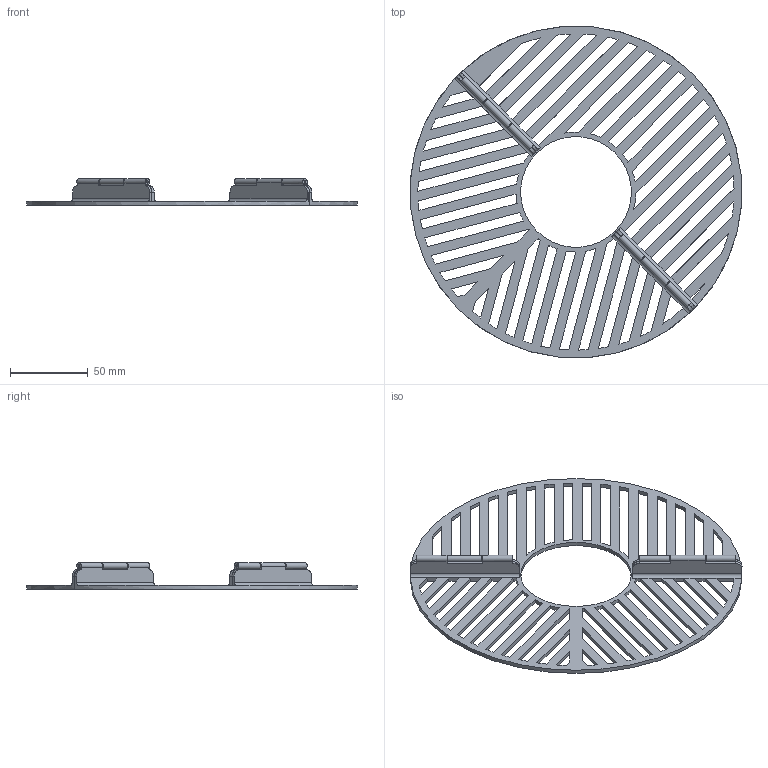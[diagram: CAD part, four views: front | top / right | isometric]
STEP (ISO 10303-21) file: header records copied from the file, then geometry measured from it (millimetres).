
FILE_DESCRIPTION(/* description */ (''),/* implementation_level */ '2;1');
FILE_NAME(/* name */ 'Hinged Bahtinov for Celestron 8.step',/* time_stamp */ '2018-12-07T06:31:31-05:00',/* author */ ('sd_042'),/* organization */ (''),/* preprocessor_version */ 'ST-DEVELOPER v17.2',/* originating_system */ 'Autodesk Translation Framework v7.6.0.251',/* authorisation */ '');
FILE_SCHEMA (('AUTOMOTIVE_DESIGN { 1 0 10303 214 3 1 1 }'));
Length unit declared in the file: millimetre
Products named in the file (1): Hinged Bahtinov for Celestron 8
Bounding box: 212.53 x 212.54 x 17.01 mm (x, y, z)
Volume: 53859.1 mm3; surface area: 59992.9 mm2
Topology: 2 solids, 2 shells, 243 faces, 768 edges, 512 vertices
Faces by surface type: plane 152, cylinder 83, torus 8
Full cylindrical faces by diameter (mm): 1.5 x6, 4.029 x3
Entity records: 9018 total; most frequent: CARTESIAN_POINT 1847, ORIENTED_EDGE 1536, DIRECTION 1442, EDGE_CURVE 768, LINE 532, VECTOR 532, VERTEX_POINT 512, AXIS2_PLACEMENT_3D 455
